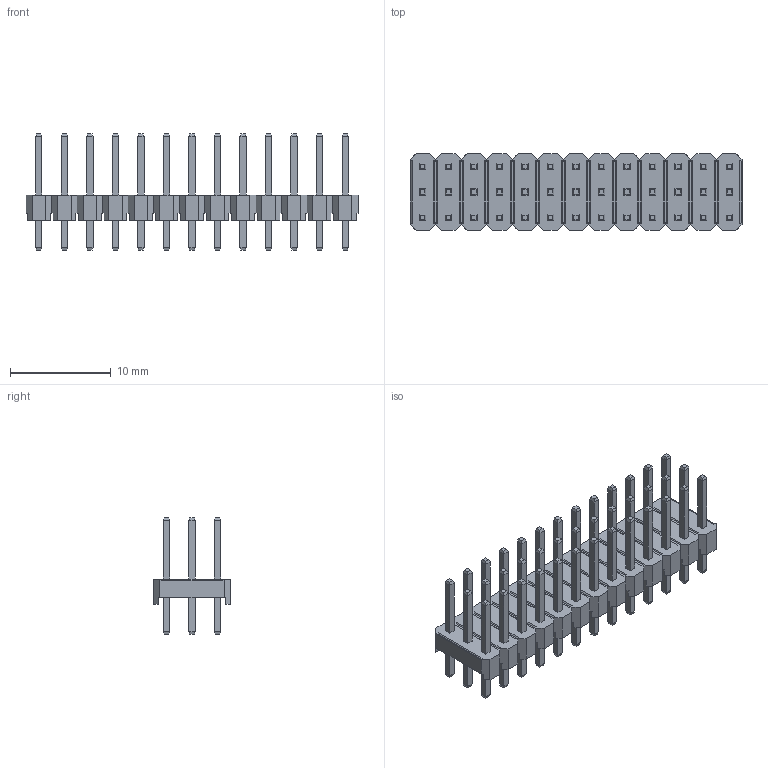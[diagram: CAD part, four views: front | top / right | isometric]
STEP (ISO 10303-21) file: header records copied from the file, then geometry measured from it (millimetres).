
FILE_DESCRIPTION(('STEP AP214'), '1');
FILE_NAME('PLT', '', ('UNSPECIFIED'), ('UNSPECIFIED'), 'ASCON STEP Converter 1.6', 'ASCON Math Kernel', '');
FILE_SCHEMA(('AUTOMOTIVE_DESIGN { 1 0 10303 214 3 1 1}'));
Length unit declared in the file: millimetre
Bounding box: 33.02 x 7.62 x 11.6 mm (x, y, z)
Volume: 602.4 mm3; surface area: 1699.7 mm2
Topology: 1 solids, 1 shells, 904 faces, 2124 edges, 1312 vertices
Faces by surface type: plane 904
Entity records: 32184 total; most frequent: CARTESIAN_POINT 4341, ORIENTED_EDGE 4248, DIRECTION 3934, EDGE_CURVE 2124, LINE 2124, VECTOR 2124, VERTEX_POINT 1312, FACE_BOUND 994
